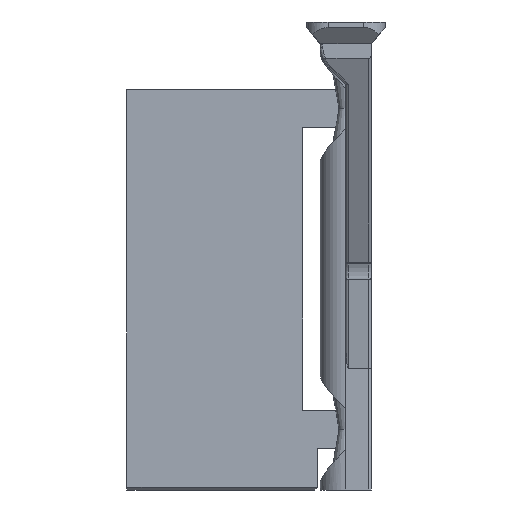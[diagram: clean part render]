
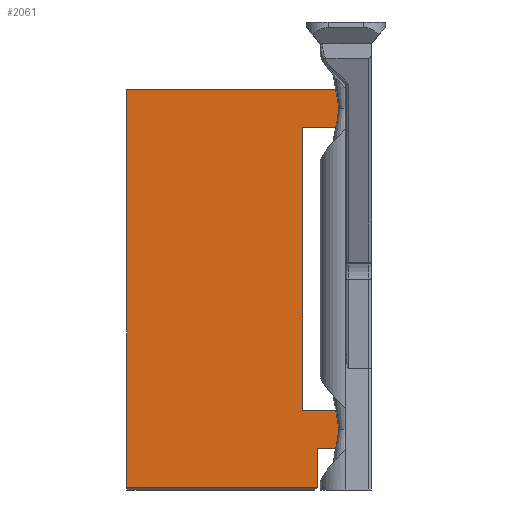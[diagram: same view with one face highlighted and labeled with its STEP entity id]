
A CAD part, front view. The second image highlights one B-rep face of the part: STEP entity #2061.
In plain terms, the highlighted planar face has unit normal (0, -1, 0).
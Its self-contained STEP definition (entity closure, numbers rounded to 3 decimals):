
#19=(
BOUNDED_CURVE()
B_SPLINE_CURVE(2,(#4143,#4144,#4145,#4146),.UNSPECIFIED.,.F.,.F.)
B_SPLINE_CURVE_WITH_KNOTS((3,1,3),(2.284,2.904,3.446),
 .UNSPECIFIED.)
CURVE()
GEOMETRIC_REPRESENTATION_ITEM()
RATIONAL_B_SPLINE_CURVE((8.483,9.437,11.164,
11.944))
REPRESENTATION_ITEM('')
);
#22=(
BOUNDED_CURVE()
B_SPLINE_CURVE(2,(#4171,#4172,#4173,#4174),.UNSPECIFIED.,.F.,.F.)
B_SPLINE_CURVE_WITH_KNOTS((3,1,3),(2.284,2.904,3.446),
 .UNSPECIFIED.)
CURVE()
GEOMETRIC_REPRESENTATION_ITEM()
RATIONAL_B_SPLINE_CURVE((8.483,9.437,11.164,
11.944))
REPRESENTATION_ITEM('')
);
#23=(
BOUNDED_CURVE()
B_SPLINE_CURVE(2,(#4206,#4207,#4208),.UNSPECIFIED.,.F.,.F.)
B_SPLINE_CURVE_WITH_KNOTS((3,3),(58.957,60.801),
 .UNSPECIFIED.)
CURVE()
GEOMETRIC_REPRESENTATION_ITEM()
RATIONAL_B_SPLINE_CURVE((18.866,16.224,13.399))
REPRESENTATION_ITEM('')
);
#24=(
BOUNDED_CURVE()
B_SPLINE_CURVE(2,(#4209,#4210,#4211),.UNSPECIFIED.,.F.,.F.)
B_SPLINE_CURVE_WITH_KNOTS((3,3),(58.957,60.801),
 .UNSPECIFIED.)
CURVE()
GEOMETRIC_REPRESENTATION_ITEM()
RATIONAL_B_SPLINE_CURVE((18.866,16.224,13.399))
REPRESENTATION_ITEM('')
);
#282=LINE('',#4101,#437);
#295=LINE('',#4126,#450);
#304=LINE('',#4185,#459);
#306=LINE('',#4190,#461);
#309=LINE('',#4197,#464);
#311=LINE('',#4203,#466);
#312=LINE('',#4205,#467);
#313=LINE('',#4212,#468);
#437=VECTOR('',#2781,10.);
#450=VECTOR('',#2798,10.);
#459=VECTOR('',#2845,10.);
#461=VECTOR('',#2849,10.);
#464=VECTOR('',#2856,10.);
#466=VECTOR('',#2862,10.);
#467=VECTOR('',#2865,10.);
#468=VECTOR('',#2866,10.);
#593=FACE_OUTER_BOUND('',#711,.T.);
#711=EDGE_LOOP('',(#1843,#1844,#1845,#1846,#1847,#1848,#1849,#1850,#1851,
#1852,#1853,#1854));
#936=VERTEX_POINT('',#4090);
#939=VERTEX_POINT('',#4100);
#949=VERTEX_POINT('',#4125);
#954=VERTEX_POINT('',#4140);
#955=VERTEX_POINT('',#4142);
#962=VERTEX_POINT('',#4168);
#963=VERTEX_POINT('',#4170);
#965=VERTEX_POINT('',#4183);
#966=VERTEX_POINT('',#4187);
#967=VERTEX_POINT('',#4189);
#969=VERTEX_POINT('',#4195);
#971=VERTEX_POINT('',#4201);
#1222=EDGE_CURVE('',#936,#939,#282,.T.);
#1235=EDGE_CURVE('',#949,#939,#295,.T.);
#1243=EDGE_CURVE('',#954,#955,#19,.F.);
#1252=EDGE_CURVE('',#963,#962,#22,.F.);
#1258=EDGE_CURVE('',#936,#965,#304,.F.);
#1260=EDGE_CURVE('',#966,#967,#306,.T.);
#1264=EDGE_CURVE('',#966,#969,#309,.T.);
#1267=EDGE_CURVE('',#969,#971,#311,.T.);
#1268=EDGE_CURVE('',#955,#965,#312,.F.);
#1269=EDGE_CURVE('',#954,#967,#23,.T.);
#1270=EDGE_CURVE('',#963,#971,#24,.T.);
#1271=EDGE_CURVE('',#962,#949,#313,.F.);
#1843=ORIENTED_EDGE('',*,*,#1222,.F.);
#1844=ORIENTED_EDGE('',*,*,#1258,.T.);
#1845=ORIENTED_EDGE('',*,*,#1268,.F.);
#1846=ORIENTED_EDGE('',*,*,#1243,.F.);
#1847=ORIENTED_EDGE('',*,*,#1269,.T.);
#1848=ORIENTED_EDGE('',*,*,#1260,.F.);
#1849=ORIENTED_EDGE('',*,*,#1264,.T.);
#1850=ORIENTED_EDGE('',*,*,#1267,.T.);
#1851=ORIENTED_EDGE('',*,*,#1270,.F.);
#1852=ORIENTED_EDGE('',*,*,#1252,.T.);
#1853=ORIENTED_EDGE('',*,*,#1271,.T.);
#1854=ORIENTED_EDGE('',*,*,#1235,.T.);
#1949=PLANE('',#2297);
#2061=ADVANCED_FACE('',(#593),#1949,.F.);
#2297=AXIS2_PLACEMENT_3D('',#4204,#2863,#2864);
#2781=DIRECTION('',(-1.,0.,0.));
#2798=DIRECTION('',(0.,0.,-1.));
#2845=DIRECTION('',(0.,0.,-1.));
#2849=DIRECTION('',(1.,0.,0.));
#2856=DIRECTION('',(0.,0.,1.));
#2862=DIRECTION('',(1.,0.,0.));
#2863=DIRECTION('center_axis',(0.,1.,0.));
#2864=DIRECTION('ref_axis',(1.,0.,0.));
#2865=DIRECTION('',(1.,0.,0.));
#2866=DIRECTION('',(1.,0.,0.));
#4090=CARTESIAN_POINT('',(170.5,72.25,-162.75));
#4100=CARTESIAN_POINT('',(100.,72.25,-162.75));
#4101=CARTESIAN_POINT('',(117.875,72.25,-162.75));
#4125=CARTESIAN_POINT('',(100.,72.25,-15.5));
#4126=CARTESIAN_POINT('',(100.,72.25,0.));
#4140=CARTESIAN_POINT('',(178.525,72.25,-141.25));
#4142=CARTESIAN_POINT('',(177.274,72.25,-148.25));
#4143=CARTESIAN_POINT('Ctrl Pts',(177.274,72.25,-148.25));
#4144=CARTESIAN_POINT('Ctrl Pts',(177.709,72.25,-145.808));
#4145=CARTESIAN_POINT('Ctrl Pts',(178.309,72.25,-142.449));
#4146=CARTESIAN_POINT('Ctrl Pts',(178.525,72.25,-141.25));
#4168=CARTESIAN_POINT('',(177.274,72.25,-15.5));
#4170=CARTESIAN_POINT('',(178.525,72.25,-22.5));
#4171=CARTESIAN_POINT('Ctrl Pts',(177.274,72.25,-15.5));
#4172=CARTESIAN_POINT('Ctrl Pts',(177.709,72.25,-17.942));
#4173=CARTESIAN_POINT('Ctrl Pts',(178.309,72.25,-21.301));
#4174=CARTESIAN_POINT('Ctrl Pts',(178.525,72.25,-22.5));
#4183=CARTESIAN_POINT('',(170.5,72.25,-148.25));
#4185=CARTESIAN_POINT('',(170.5,72.25,-81.875));
#4187=CARTESIAN_POINT('',(165.,72.25,-134.25));
#4189=CARTESIAN_POINT('',(177.274,72.25,-134.25));
#4190=CARTESIAN_POINT('',(117.875,72.25,-134.25));
#4195=CARTESIAN_POINT('',(165.,72.25,-29.5));
#4197=CARTESIAN_POINT('',(165.,72.25,-66.875));
#4201=CARTESIAN_POINT('',(177.274,72.25,-29.5));
#4203=CARTESIAN_POINT('',(117.875,72.25,-29.5));
#4204=CARTESIAN_POINT('Origin',(100.,72.25,0.));
#4205=CARTESIAN_POINT('',(136.5,72.25,-148.25));
#4206=CARTESIAN_POINT('Ctrl Pts',(178.525,72.25,-141.25));
#4207=CARTESIAN_POINT('Ctrl Pts',(178.022,72.25,-138.456));
#4208=CARTESIAN_POINT('Ctrl Pts',(177.274,72.25,-134.25));
#4209=CARTESIAN_POINT('Ctrl Pts',(178.525,72.25,-22.5));
#4210=CARTESIAN_POINT('Ctrl Pts',(178.022,72.25,-25.294));
#4211=CARTESIAN_POINT('Ctrl Pts',(177.274,72.25,-29.5));
#4212=CARTESIAN_POINT('',(136.5,72.25,-15.5));
